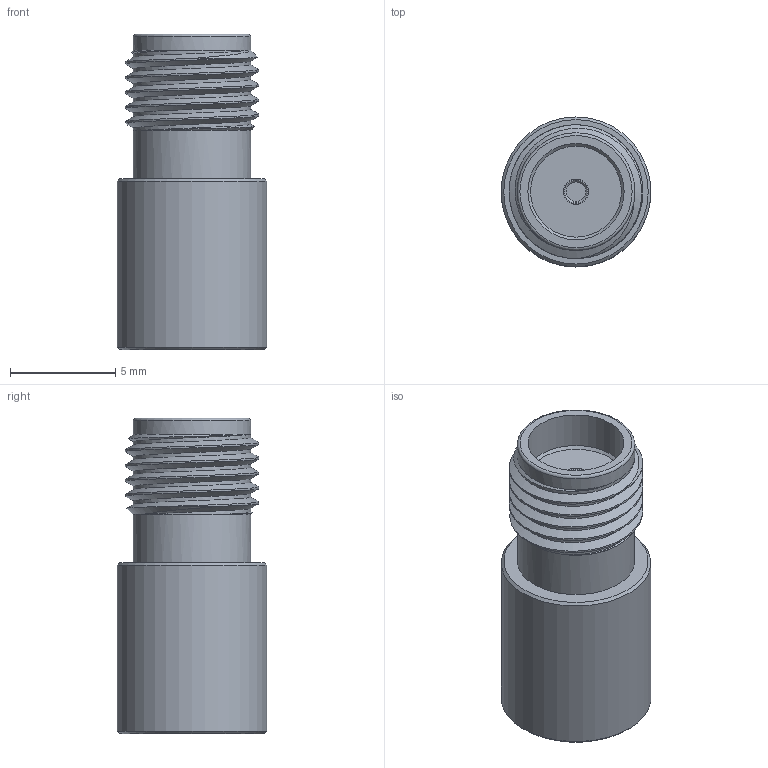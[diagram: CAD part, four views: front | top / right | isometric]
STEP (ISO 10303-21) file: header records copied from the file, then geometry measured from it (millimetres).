
FILE_DESCRIPTION (( 'STEP AP203' ), '1' );
FILE_NAME ('PE6083_3D.step', '2022-02-10T17:50:01', ( '' ), ( '' ), 'SwSTEP 2.0', 'SolidWorks 2021', '' );
FILE_SCHEMA (( 'CONFIG_CONTROL_DESIGN' ));
Length unit declared in the file: inch
Products named in the file (1): PE6083_3D
Bounding box: 7.11 x 7.11 x 14.99 mm (x, y, z)
Volume: 467.5 mm3; surface area: 461.4 mm2
Topology: 1 solids, 1 shells, 31 faces, 71 edges, 45 vertices
Faces by surface type: plane 13, cone 7, cylinder 7, bspline 3, torus 1
Full cylindrical faces by diameter (mm): 0.94 x1, 1.194 x1, 4.572 x1, 5.582 x2, 7.112 x1
Entity records: 2600 total; most frequent: CARTESIAN_POINT 1912, DIRECTION 122, ORIENTED_EDGE 114, EDGE_CURVE 57, AXIS2_PLACEMENT_3D 53, EDGE_LOOP 44, VERTEX_POINT 41, FACE_OUTER_BOUND 38
